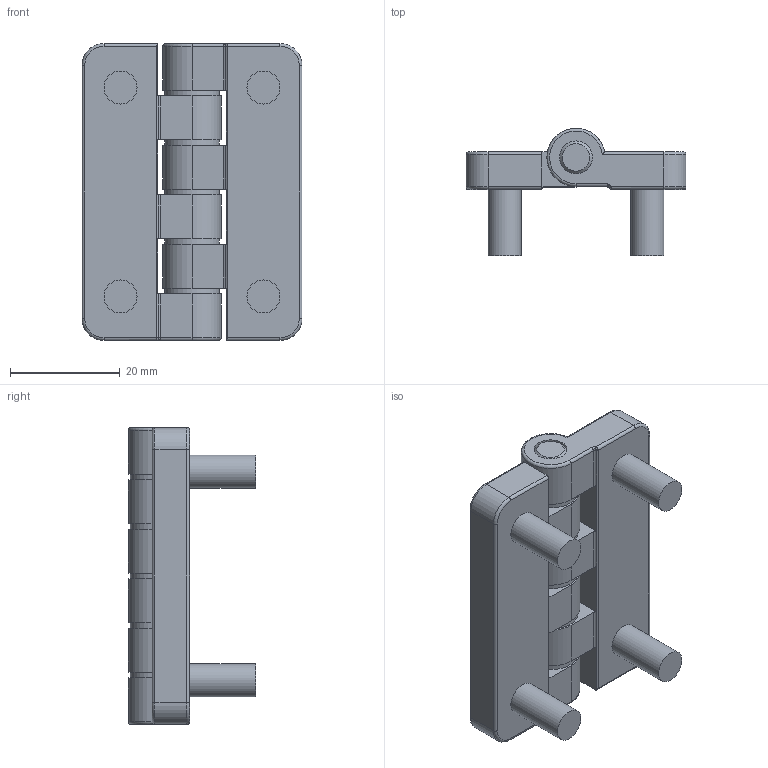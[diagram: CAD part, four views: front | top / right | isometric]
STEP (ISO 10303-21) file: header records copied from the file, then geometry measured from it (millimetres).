
FILE_DESCRIPTION(/* description */ (''),/* implementation_level */ '2;1');
FILE_NAME(/* name */ 'DR_HC5440-B.stp',/* time_stamp */ '2017-08-10T11:42:17+09:00',/* author */ ('user'),/* organization */ (''),/* preprocessor_version */ 'ST-DEVELOPER v15.6',/* originating_system */ 'Autodesk Inventor 2015',/* authorisation */ '');
FILE_SCHEMA (('AUTOMOTIVE_DESIGN { 1 0 10303 214 3 1 1 }'));
Length unit declared in the file: millimetre
Products named in the file (3): DR_HC5440-B; DR_HC5440-B2
Bounding box: 40 x 23.1 x 54 mm (x, y, z)
Volume: 16667.2 mm3; surface area: 10375.1 mm2
Topology: 8 solids, 8 shells, 119 faces, 267 edges, 166 vertices
Faces by surface type: cylinder 53, plane 48, torus 12, bspline 4, cone 2
Full cylindrical faces by diameter (mm): 6 x16, 10 x5
Entity records: 3490 total; most frequent: CARTESIAN_POINT 756, DIRECTION 594, ORIENTED_EDGE 484, AXIS2_PLACEMENT_3D 244, EDGE_CURVE 242, EDGE_LOOP 168, VERTEX_POINT 166, CIRCLE 124
